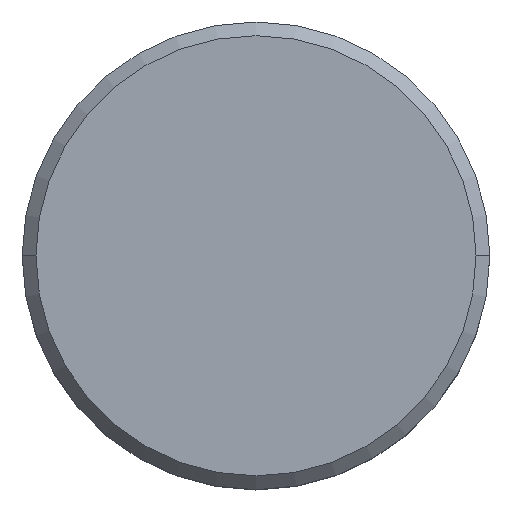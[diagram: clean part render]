
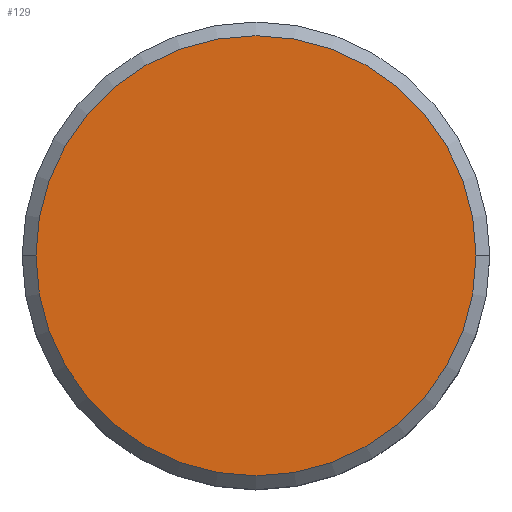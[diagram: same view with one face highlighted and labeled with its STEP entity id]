
A CAD part, top view. The second image highlights one B-rep face of the part: STEP entity #129.
In plain terms, the highlighted planar face has unit normal (0, 0, 1).
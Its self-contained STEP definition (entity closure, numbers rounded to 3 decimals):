
#4 = CIRCLE ( 'NONE', #506, 8. ) ;
#14 = CARTESIAN_POINT ( 'NONE',  ( 0., 0., 0. ) ) ;
#49 = VERTEX_POINT ( 'NONE', #524 ) ;
#62 = DIRECTION ( 'NONE',  ( 0., 0., 1. ) ) ;
#79 = AXIS2_PLACEMENT_3D ( 'NONE', #378, #81, #269 ) ;
#81 = DIRECTION ( 'NONE',  ( 0., 0., 1. ) ) ;
#84 = ORIENTED_EDGE ( 'NONE', *, *, #598, .T. ) ;
#106 = EDGE_LOOP ( 'NONE', ( #367, #84 ) ) ;
#129 = ADVANCED_FACE ( 'NONE', ( #522 ), #239, .T. ) ;
#239 = PLANE ( 'NONE',  #328 ) ;
#240 = CARTESIAN_POINT ( 'NONE',  ( 0., 0., 0. ) ) ;
#269 = DIRECTION ( 'NONE',  ( 1., 0., 0. ) ) ;
#328 = AXIS2_PLACEMENT_3D ( 'NONE', #14, #62, #349 ) ;
#330 = CARTESIAN_POINT ( 'NONE',  ( -8., 0., 0. ) ) ;
#349 = DIRECTION ( 'NONE',  ( 1., 0., 0. ) ) ;
#367 = ORIENTED_EDGE ( 'NONE', *, *, #387, .T. ) ;
#378 = CARTESIAN_POINT ( 'NONE',  ( 0., 0., 0. ) ) ;
#383 = DIRECTION ( 'NONE',  ( 0., 0., 1. ) ) ;
#387 = EDGE_CURVE ( 'NONE', #534, #49, #4, .T. ) ;
#430 = DIRECTION ( 'NONE',  ( 1., 0., 0. ) ) ;
#506 = AXIS2_PLACEMENT_3D ( 'NONE', #240, #383, #430 ) ;
#522 = FACE_OUTER_BOUND ( 'NONE', #106, .T. ) ;
#524 = CARTESIAN_POINT ( 'NONE',  ( 8., 0., 0. ) ) ;
#534 = VERTEX_POINT ( 'NONE', #330 ) ;
#565 = CIRCLE ( 'NONE', #79, 8. ) ;
#598 = EDGE_CURVE ( 'NONE', #49, #534, #565, .T. ) ;
